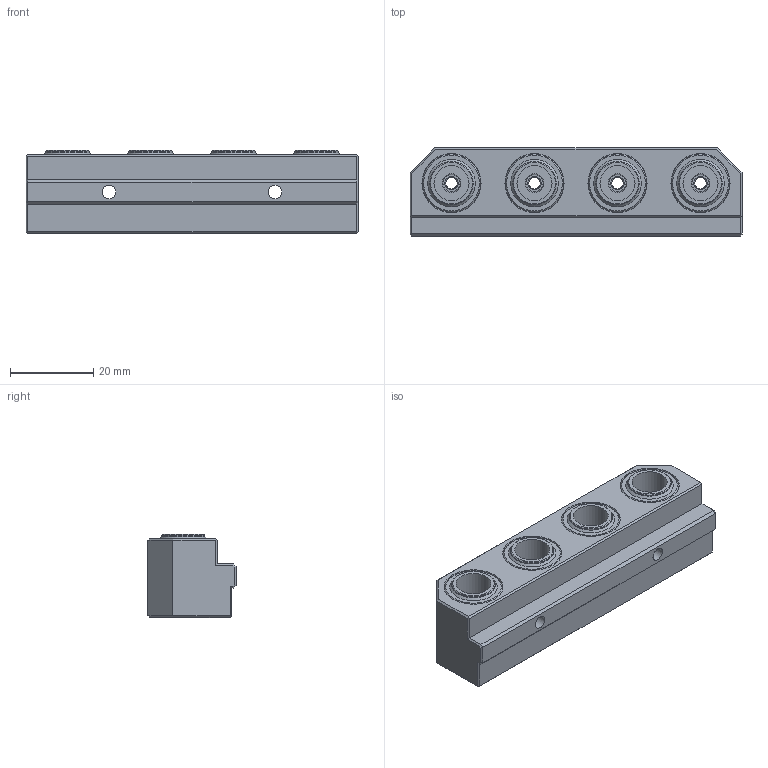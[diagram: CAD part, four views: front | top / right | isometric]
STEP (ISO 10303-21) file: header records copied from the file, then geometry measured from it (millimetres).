
FILE_DESCRIPTION(('Open CASCADE Model'),'2;1');
FILE_NAME('Open CASCADE Shape Model','2024-07-24T15:51:16',('Author'),( 'Open CASCADE'),'Open CASCADE STEP processor 7.7','Open CASCADE 7.7' ,'Unknown');
FILE_SCHEMA(('AUTOMOTIVE_DESIGN { 1 0 10303 214 1 1 1 1 }'));
Length unit declared in the file: millimetre
Products named in the file (12): be34be26-4980-11ef-9af0-bcc7469dd9ff; be34be26-4980-11ef-9af0-bcc7469dd9ff_part; Body; Body_part; Tool 0; Tool 0_part; Tool 1; Tool 1_part; Tool 2; Tool 2_part; Tool 3; Tool 3_part
Assembly tree (11 placements, depth 3):
  be34be26-4980-11ef-9af0-bcc7469dd9ff
    be34be26-4980-11ef-9af0-bcc7469dd9ff_part
    Body
      Body_part
    Tool 0
      Tool 0_part
    Tool 1
      Tool 1_part
    Tool 2
      Tool 2_part
    Tool 3
      Tool 3_part
Bounding box: 80 x 21.25 x 20 mm (x, y, z)
Volume: 25318.6 mm3; surface area: 15448.9 mm2
Topology: 5 solids, 5 shells, 222 faces, 466 edges, 276 vertices
Faces by surface type: plane 110, cone 64, cylinder 44, bspline 4
Full cylindrical faces by diameter (mm): 2.8 x4, 3.2 x2, 4.1 x4, 5.8 x2, 8.45 x4, 10.45 x4, 12.45 x8, 14.45 x16
Entity records: 12855 total; most frequent: CARTESIAN_POINT 2816, DIRECTION 1936, LINE 1030, VECTOR 1030, ORIENTED_EDGE 932, PCURVE 932, DEFINITIONAL_REPRESENTATION 932, EDGE_CURVE 466
